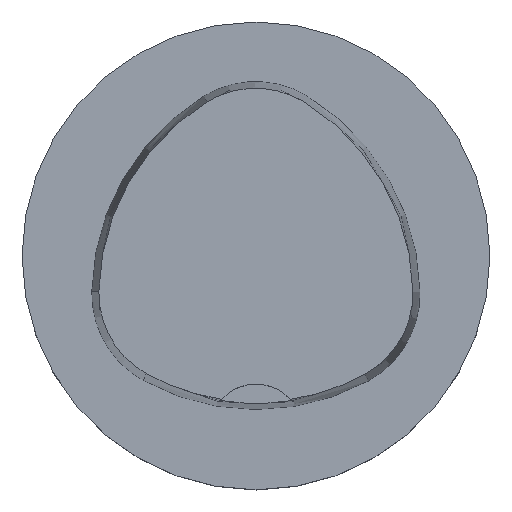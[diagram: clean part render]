
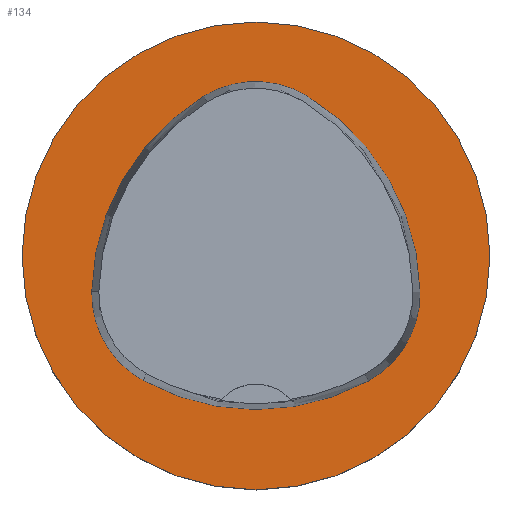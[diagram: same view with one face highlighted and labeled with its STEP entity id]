
A CAD part, top view. The second image highlights one B-rep face of the part: STEP entity #134.
In plain terms, the highlighted planar face has unit normal (0, 0, 1).
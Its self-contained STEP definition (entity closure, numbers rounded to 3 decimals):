
#110=FACE_BOUND('',#165,.T.);
#111=FACE_BOUND('',#166,.T.);
#121=PLANE('',#343);
#134=ADVANCED_FACE('',(#110,#111),#121,.T.);
#165=EDGE_LOOP('',(#226,#227,#228,#229,#230,#231));
#166=EDGE_LOOP('',(#232));
#226=ORIENTED_EDGE('',*,*,#289,.T.);
#227=ORIENTED_EDGE('',*,*,#269,.T.);
#228=ORIENTED_EDGE('',*,*,#273,.T.);
#229=ORIENTED_EDGE('',*,*,#276,.T.);
#230=ORIENTED_EDGE('',*,*,#279,.T.);
#231=ORIENTED_EDGE('',*,*,#287,.T.);
#232=ORIENTED_EDGE('',*,*,#292,.F.);
#248=VERTEX_POINT('',#438);
#249=VERTEX_POINT('',#439);
#252=VERTEX_POINT('',#447);
#254=VERTEX_POINT('',#453);
#256=VERTEX_POINT('',#459);
#263=VERTEX_POINT('',#480);
#264=VERTEX_POINT('',#490);
#269=EDGE_CURVE('',#248,#249,#298,.T.);
#273=EDGE_CURVE('',#249,#252,#300,.T.);
#276=EDGE_CURVE('',#252,#254,#302,.T.);
#279=EDGE_CURVE('',#254,#256,#304,.T.);
#287=EDGE_CURVE('',#256,#263,#308,.T.);
#289=EDGE_CURVE('',#263,#248,#310,.T.);
#292=EDGE_CURVE('',#264,#264,#313,.T.);
#298=CIRCLE('',#320,20.0);
#300=CIRCLE('',#323,8.5);
#302=CIRCLE('',#326,20.0);
#304=CIRCLE('',#329,8.5);
#308=CIRCLE('',#334,20.0);
#310=CIRCLE('',#337,8.5);
#313=CIRCLE('',#342,20.0);
#320=AXIS2_PLACEMENT_3D('',#437,#358,#359);
#323=AXIS2_PLACEMENT_3D('',#446,#366,#367);
#326=AXIS2_PLACEMENT_3D('',#452,#373,#374);
#329=AXIS2_PLACEMENT_3D('',#458,#380,#381);
#334=AXIS2_PLACEMENT_3D('',#481,#392,#393);
#337=AXIS2_PLACEMENT_3D('',#484,#398,#399);
#342=AXIS2_PLACEMENT_3D('',#489,#408,#409);
#343=AXIS2_PLACEMENT_3D('',#491,#410,#411);
#358=DIRECTION('',(0.0,0.0,-1.0));
#359=DIRECTION('',(-1.0,0.0,0.0));
#366=DIRECTION('',(0.0,0.0,-1.0));
#367=DIRECTION('',(-1.0,0.0,0.0));
#373=DIRECTION('',(0.0,0.0,-1.0));
#374=DIRECTION('',(-1.0,0.0,0.0));
#380=DIRECTION('',(0.0,0.0,-1.0));
#381=DIRECTION('',(-1.0,0.0,0.0));
#392=DIRECTION('',(0.0,0.0,-1.0));
#393=DIRECTION('',(-1.0,0.0,0.0));
#398=DIRECTION('',(0.0,0.0,-1.0));
#399=DIRECTION('',(-1.0,0.0,0.0));
#408=DIRECTION('',(0.0,0.0,-1.0));
#409=DIRECTION('',(-1.0,0.0,0.0));
#410=DIRECTION('',(0.0,0.0,1.0));
#411=DIRECTION('',(-1.0,0.0,0.0));
#437=CARTESIAN_POINT('',(5.955,-3.414,0.0));
#438=CARTESIAN_POINT('',(-14.041,-3.042,0.0));
#439=CARTESIAN_POINT('',(-4.472,13.653,0.0));
#446=CARTESIAN_POINT('',(-0.04,6.4,0.0));
#447=CARTESIAN_POINT('',(4.347,13.68,0.0));
#452=CARTESIAN_POINT('',(-5.976,-3.45,0.0));
#453=CARTESIAN_POINT('',(14.021,-3.075,0.0));
#458=CARTESIAN_POINT('',(5.522,-3.235,0.0));
#459=CARTESIAN_POINT('',(9.588,-10.699,0.0));
#480=CARTESIAN_POINT('',(-9.655,-10.639,0.0));
#481=CARTESIAN_POINT('',(0.022,6.864,0.0));
#484=CARTESIAN_POINT('',(-5.543,-3.2,0.0));
#489=CARTESIAN_POINT('',(0.0,0.0,0.0));
#490=CARTESIAN_POINT('',(-20.0,0.0,0.0));
#491=CARTESIAN_POINT('',(0.0,0.0,0.0));
